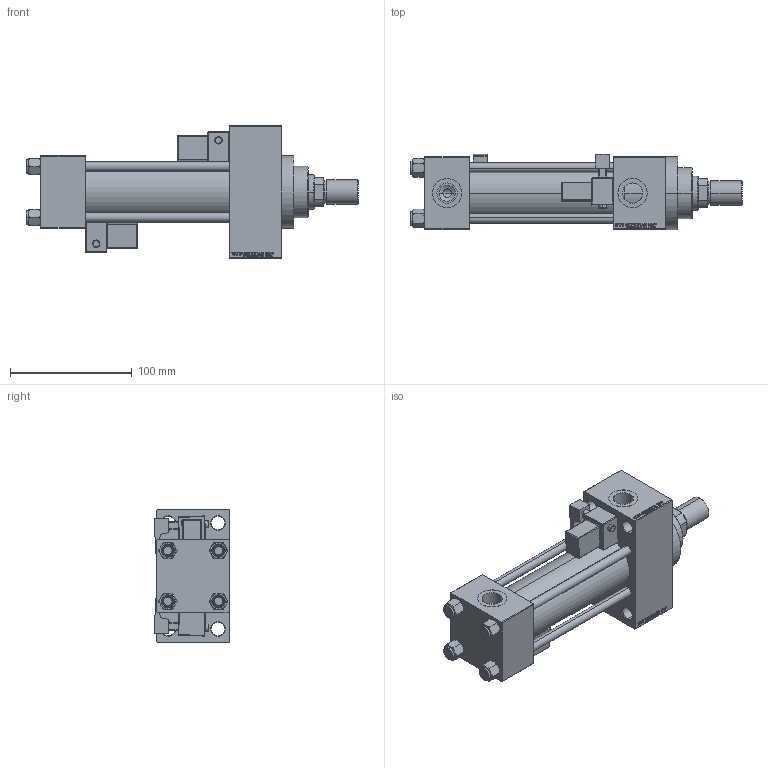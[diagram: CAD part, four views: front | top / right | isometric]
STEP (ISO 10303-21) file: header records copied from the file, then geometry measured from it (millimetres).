
FILE_DESCRIPTION (( 'STEP AP203' ), '1' );
FILE_NAME ('9e84.STEP', '2023-08-22T21:17:56', ( '' ), ( '' ), 'SwSTEP 2.0', 'SolidWorks 2019', '' );
FILE_SCHEMA (( 'CONFIG_CONTROL_DESIGN' ));
Length unit declared in the file: millimetre
Products named in the file (8): ROD_END_AH 9762b4fbf0659844233ed3432ab11cd3; NUT_M5_D 9762b4fbf0659844233ed3432ab11cd3; V215_VC_A 9762b4fbf0659844233ed3432ab11cd3; 9e84; V215CR_VCP_D 9762b4fbf0659844233ed3432ab11cd3; V215CR_D_Body 9762b4fbf0659844233ed3432ab11cd3; V215CR_D_TYCINKA 9762b4fbf0659844233ed3432ab11cd3; V215CR_MSU 9762b4fbf0659844233ed3432ab11cd3
Assembly tree (14 placements, depth 2):
  9e84
    V215CR_D_Body 9762b4fbf0659844233ed3432ab11cd3
    V215CR_VCP_D 9762b4fbf0659844233ed3432ab11cd3
    NUT_M5_D 9762b4fbf0659844233ed3432ab11cd3  x4
    V215CR_D_TYCINKA 9762b4fbf0659844233ed3432ab11cd3  x4
    V215_VC_A 9762b4fbf0659844233ed3432ab11cd3
    ROD_END_AH 9762b4fbf0659844233ed3432ab11cd3
    V215CR_MSU 9762b4fbf0659844233ed3432ab11cd3  x2
Bounding box: 273 x 61.9 x 109 mm (x, y, z)
Volume: 651690.5 mm3; surface area: 171147.2 mm2
Topology: 14 solids, 14 shells, 1272 faces, 3139 edges, 1991 vertices
Faces by surface type: plane 560, bspline 368, cylinder 152, cone 146, sphere 24, torus 22
Entity records: 49906 total; most frequent: CARTESIAN_POINT 25474, ORIENTED_EDGE 5388, DIRECTION 3666, EDGE_CURVE 2694, VERTEX_POINT 1751, LINE 1612, VECTOR 1612, EDGE_LOOP 1211
